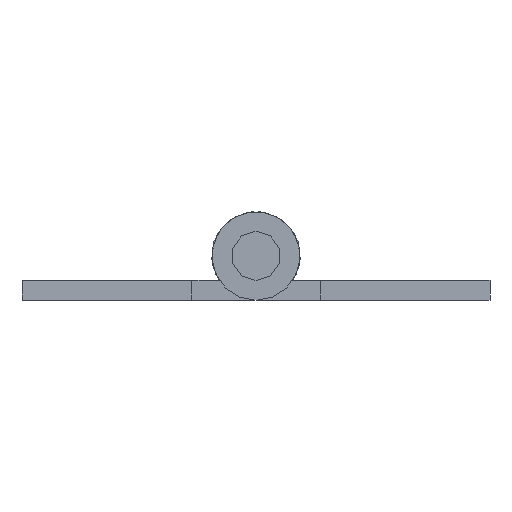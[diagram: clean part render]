
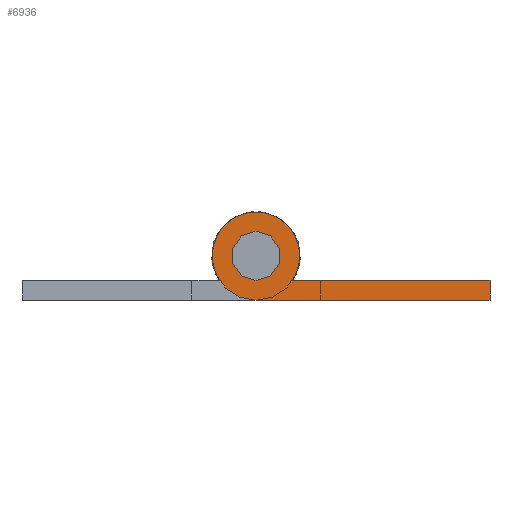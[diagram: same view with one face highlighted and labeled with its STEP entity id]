
A CAD part, front view. The second image highlights one B-rep face of the part: STEP entity #6936.
In plain terms, the highlighted planar face has unit normal (0, -1, 0).
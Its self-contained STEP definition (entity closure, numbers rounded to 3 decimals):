
#470 = EDGE_CURVE ( 'NONE', #25361, #18526, #3783, .T. ) ;
#1052 = CARTESIAN_POINT ( 'NONE',  ( 0., -914.5, -1.8 ) ) ;
#2186 = CARTESIAN_POINT ( 'NONE',  ( 0., -914.5, 0. ) ) ;
#2594 = EDGE_CURVE ( 'NONE', #15967, #25361, #11328, .T. ) ;
#2780 = DIRECTION ( 'NONE',  ( 0., 1., 0. ) ) ;
#3076 = DIRECTION ( 'NONE',  ( -1., 0., 0. ) ) ;
#3783 = CIRCLE ( 'NONE', #23069, 1.8 ) ;
#4199 = VERTEX_POINT ( 'NONE', #19883 ) ;
#5247 = DIRECTION ( 'NONE',  ( 0., 1., 0. ) ) ;
#5443 = EDGE_LOOP ( 'NONE', ( #20443, #19725 ) ) ;
#5823 = EDGE_CURVE ( 'NONE', #12001, #16894, #25139, .T. ) ;
#5866 = EDGE_CURVE ( 'NONE', #18526, #4199, #10840, .T. ) ;
#6098 = ORIENTED_EDGE ( 'NONE', *, *, #24440, .F. ) ;
#6595 = DIRECTION ( 'NONE',  ( 1., 0., 0. ) ) ;
#6936 = ADVANCED_FACE ( 'NONE', ( #15224, #24110 ), #10009, .F. ) ;
#7457 = CARTESIAN_POINT ( 'NONE',  ( 0., -914.5, 0. ) ) ;
#8122 = DIRECTION ( 'NONE',  ( 0., 0., -1. ) ) ;
#8283 = VECTOR ( 'NONE', #6595, 1000. ) ;
#9226 = CARTESIAN_POINT ( 'NONE',  ( 1.497, -914.5, -1. ) ) ;
#9487 = DIRECTION ( 'NONE',  ( 0., 0., 1. ) ) ;
#10009 = PLANE ( 'NONE',  #21588 ) ;
#10343 = DIRECTION ( 'NONE',  ( 0., 1., 0. ) ) ;
#10788 = LINE ( 'NONE', #16015, #20262 ) ;
#10840 = LINE ( 'NONE', #14651, #8283 ) ;
#11328 = LINE ( 'NONE', #1052, #21107 ) ;
#12001 = VERTEX_POINT ( 'NONE', #12183 ) ;
#12054 = CARTESIAN_POINT ( 'NONE',  ( 0., -914.5, 0. ) ) ;
#12183 = CARTESIAN_POINT ( 'NONE',  ( 0., -914.5, 1. ) ) ;
#12245 = DIRECTION ( 'NONE',  ( 0., 0., 1. ) ) ;
#13309 = ORIENTED_EDGE ( 'NONE', *, *, #470, .F. ) ;
#14651 = CARTESIAN_POINT ( 'NONE',  ( 9.5, -914.5, -1. ) ) ;
#14724 = DIRECTION ( 'NONE',  ( 0., 0., 1. ) ) ;
#15224 = FACE_OUTER_BOUND ( 'NONE', #15290, .T. ) ;
#15290 = EDGE_LOOP ( 'NONE', ( #13309, #24056, #6098, #20558 ) ) ;
#15967 = VERTEX_POINT ( 'NONE', #23917 ) ;
#16015 = CARTESIAN_POINT ( 'NONE',  ( 9.5, -914.5, -1.8 ) ) ;
#16429 = DIRECTION ( 'NONE',  ( 0., 0., 1. ) ) ;
#16822 = EDGE_CURVE ( 'NONE', #16894, #12001, #23362, .T. ) ;
#16894 = VERTEX_POINT ( 'NONE', #17989 ) ;
#17989 = CARTESIAN_POINT ( 'NONE',  ( 0., -914.5, -1. ) ) ;
#18526 = VERTEX_POINT ( 'NONE', #9226 ) ;
#19015 = AXIS2_PLACEMENT_3D ( 'NONE', #2186, #10343, #16429 ) ;
#19554 = AXIS2_PLACEMENT_3D ( 'NONE', #7457, #5247, #9487 ) ;
#19725 = ORIENTED_EDGE ( 'NONE', *, *, #5823, .T. ) ;
#19883 = CARTESIAN_POINT ( 'NONE',  ( 9.5, -914.5, -1. ) ) ;
#20262 = VECTOR ( 'NONE', #8122, 1000. ) ;
#20443 = ORIENTED_EDGE ( 'NONE', *, *, #16822, .T. ) ;
#20558 = ORIENTED_EDGE ( 'NONE', *, *, #5866, .F. ) ;
#20640 = CARTESIAN_POINT ( 'NONE',  ( 0., -914.5, 0. ) ) ;
#21107 = VECTOR ( 'NONE', #3076, 1000. ) ;
#21588 = AXIS2_PLACEMENT_3D ( 'NONE', #12054, #22320, #12245 ) ;
#21675 = CARTESIAN_POINT ( 'NONE',  ( 0., -914.5, -1.8 ) ) ;
#22320 = DIRECTION ( 'NONE',  ( 0., 1., 0. ) ) ;
#23069 = AXIS2_PLACEMENT_3D ( 'NONE', #20640, #2780, #14724 ) ;
#23362 = CIRCLE ( 'NONE', #19554, 1. ) ;
#23917 = CARTESIAN_POINT ( 'NONE',  ( 9.5, -914.5, -1.8 ) ) ;
#24056 = ORIENTED_EDGE ( 'NONE', *, *, #2594, .F. ) ;
#24110 = FACE_BOUND ( 'NONE', #5443, .T. ) ;
#24440 = EDGE_CURVE ( 'NONE', #4199, #15967, #10788, .T. ) ;
#25139 = CIRCLE ( 'NONE', #19015, 1. ) ;
#25361 = VERTEX_POINT ( 'NONE', #21675 ) ;
